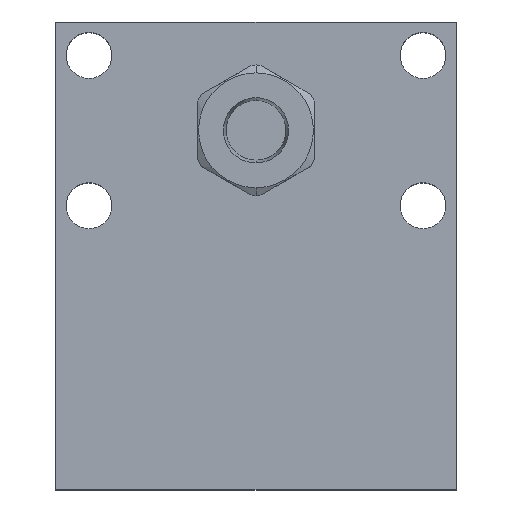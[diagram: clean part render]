
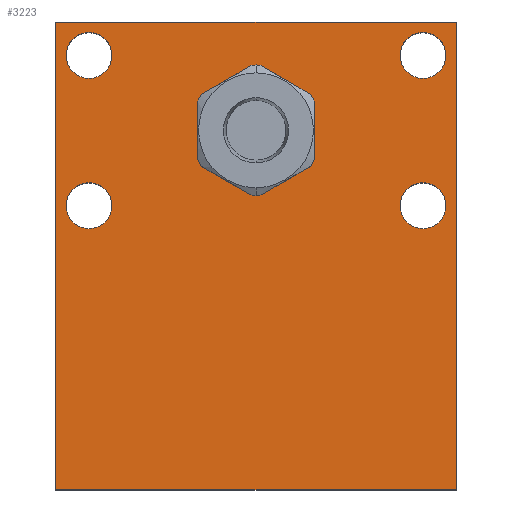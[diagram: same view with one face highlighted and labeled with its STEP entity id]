
A CAD part, top view. The second image highlights one B-rep face of the part: STEP entity #3223.
In plain terms, the highlighted planar face has unit normal (0, 0, 1).
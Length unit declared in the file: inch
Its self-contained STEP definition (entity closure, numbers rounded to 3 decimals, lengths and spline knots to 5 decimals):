
#133=DIRECTION('',(0.,-1.,0.));
#134=VECTOR('',#133,3.5);
#135=CARTESIAN_POINT('',(0.,0.,1.938));
#136=LINE('',#135,#134);
#137=DIRECTION('',(-1.,0.,0.));
#138=VECTOR('',#137,3.);
#139=CARTESIAN_POINT('',(3.,0.,1.938));
#140=LINE('',#139,#138);
#141=DIRECTION('',(0.,1.,0.));
#142=VECTOR('',#141,3.5);
#143=CARTESIAN_POINT('',(3.,-3.5,1.938));
#144=LINE('',#143,#142);
#145=DIRECTION('',(1.,0.,0.));
#146=VECTOR('',#145,3.);
#147=CARTESIAN_POINT('',(0.,-3.5,1.938));
#148=LINE('',#147,#146);
#149=CARTESIAN_POINT('',(0.25,-0.25,1.938));
#150=DIRECTION('',(0.,0.,1.));
#151=DIRECTION('',(0.,1.,0.));
#152=AXIS2_PLACEMENT_3D('',#149,#150,#151);
#154=CARTESIAN_POINT('',(0.25,-0.25,1.938));
#155=DIRECTION('',(0.,0.,1.));
#156=DIRECTION('',(0.,-1.,0.));
#157=AXIS2_PLACEMENT_3D('',#154,#155,#156);
#159=CARTESIAN_POINT('',(2.75,-0.25,1.938));
#160=DIRECTION('',(0.,0.,1.));
#161=DIRECTION('',(0.,1.,0.));
#162=AXIS2_PLACEMENT_3D('',#159,#160,#161);
#164=CARTESIAN_POINT('',(2.75,-0.25,1.938));
#165=DIRECTION('',(0.,0.,1.));
#166=DIRECTION('',(0.,-1.,0.));
#167=AXIS2_PLACEMENT_3D('',#164,#165,#166);
#169=CARTESIAN_POINT('',(2.75,-1.375,1.938));
#170=DIRECTION('',(0.,0.,1.));
#171=DIRECTION('',(0.,1.,0.));
#172=AXIS2_PLACEMENT_3D('',#169,#170,#171);
#174=CARTESIAN_POINT('',(2.75,-1.375,1.938));
#175=DIRECTION('',(0.,0.,1.));
#176=DIRECTION('',(0.,-1.,0.));
#177=AXIS2_PLACEMENT_3D('',#174,#175,#176);
#179=CARTESIAN_POINT('',(0.25,-1.375,1.938));
#180=DIRECTION('',(0.,0.,1.));
#181=DIRECTION('',(0.,1.,0.));
#182=AXIS2_PLACEMENT_3D('',#179,#180,#181);
#184=CARTESIAN_POINT('',(0.25,-1.375,1.938));
#185=DIRECTION('',(0.,0.,1.));
#186=DIRECTION('',(0.,-1.,0.));
#187=AXIS2_PLACEMENT_3D('',#184,#185,#186);
#189=CARTESIAN_POINT('',(1.5,-0.812,1.938));
#190=DIRECTION('',(0.,0.,-1.));
#191=DIRECTION('',(-1.,0.,0.));
#192=AXIS2_PLACEMENT_3D('',#189,#190,#191);
#194=CARTESIAN_POINT('',(1.5,-0.812,1.938));
#195=DIRECTION('',(0.,0.,-1.));
#196=DIRECTION('',(1.,0.,0.));
#197=AXIS2_PLACEMENT_3D('',#194,#195,#196);
#2711=CARTESIAN_POINT('',(0.,0.,1.938));
#2712=CARTESIAN_POINT('',(0.,-3.5,1.938));
#2713=VERTEX_POINT('',#2711);
#2714=VERTEX_POINT('',#2712);
#2715=CARTESIAN_POINT('',(3.,-3.5,1.938));
#2716=VERTEX_POINT('',#2715);
#2717=CARTESIAN_POINT('',(3.,0.,1.938));
#2718=VERTEX_POINT('',#2717);
#2723=CARTESIAN_POINT('',(0.25,-0.078,1.938));
#2724=CARTESIAN_POINT('',(0.25,-0.422,1.938));
#2725=VERTEX_POINT('',#2723);
#2726=VERTEX_POINT('',#2724);
#2731=CARTESIAN_POINT('',(2.75,-0.078,1.938));
#2732=CARTESIAN_POINT('',(2.75,-0.422,1.938));
#2733=VERTEX_POINT('',#2731);
#2734=VERTEX_POINT('',#2732);
#2739=CARTESIAN_POINT('',(2.75,-1.203,1.938));
#2740=CARTESIAN_POINT('',(2.75,-1.547,1.938));
#2741=VERTEX_POINT('',#2739);
#2742=VERTEX_POINT('',#2740);
#2747=CARTESIAN_POINT('',(0.25,-1.203,1.938));
#2748=CARTESIAN_POINT('',(0.25,-1.547,1.938));
#2749=VERTEX_POINT('',#2747);
#2750=VERTEX_POINT('',#2748);
#2863=CARTESIAN_POINT('',(1.0695,-0.812,1.938));
#2864=CARTESIAN_POINT('',(1.9305,-0.812,1.938));
#2865=VERTEX_POINT('',#2863);
#2866=VERTEX_POINT('',#2864);
#3182=CARTESIAN_POINT('',(0.,0.,1.938));
#3183=DIRECTION('',(0.,0.,1.));
#3184=DIRECTION('',(1.,0.,0.));
#3185=AXIS2_PLACEMENT_3D('',#3182,#3183,#3184);
#3186=PLANE('',#3185);
#3187=ORIENTED_EDGE('',*,*,#3110,.F.);
#3188=ORIENTED_EDGE('',*,*,#3131,.F.);
#3189=ORIENTED_EDGE('',*,*,#3145,.F.);
#3190=ORIENTED_EDGE('',*,*,#3164,.F.);
#3191=EDGE_LOOP('',(#3187,#3188,#3189,#3190));
#3192=FACE_OUTER_BOUND('',#3191,.F.);
#3194=ORIENTED_EDGE('',*,*,#3193,.T.);
#3196=ORIENTED_EDGE('',*,*,#3195,.T.);
#3197=EDGE_LOOP('',(#3194,#3196));
#3198=FACE_BOUND('',#3197,.F.);
#3200=ORIENTED_EDGE('',*,*,#3199,.T.);
#3202=ORIENTED_EDGE('',*,*,#3201,.T.);
#3203=EDGE_LOOP('',(#3200,#3202));
#3204=FACE_BOUND('',#3203,.F.);
#3206=ORIENTED_EDGE('',*,*,#3205,.T.);
#3208=ORIENTED_EDGE('',*,*,#3207,.T.);
#3209=EDGE_LOOP('',(#3206,#3208));
#3210=FACE_BOUND('',#3209,.F.);
#3212=ORIENTED_EDGE('',*,*,#3211,.T.);
#3214=ORIENTED_EDGE('',*,*,#3213,.T.);
#3215=EDGE_LOOP('',(#3212,#3214));
#3216=FACE_BOUND('',#3215,.F.);
#3218=ORIENTED_EDGE('',*,*,#3217,.F.);
#3220=ORIENTED_EDGE('',*,*,#3219,.F.);
#3221=EDGE_LOOP('',(#3218,#3220));
#3222=FACE_BOUND('',#3221,.F.);
#3223=ADVANCED_FACE('',(#3192,#3198,#3204,#3210,#3216,#3222),#3186,.T.);
#153=CIRCLE('',#152,0.172);
#158=CIRCLE('',#157,0.172);
#163=CIRCLE('',#162,0.172);
#168=CIRCLE('',#167,0.172);
#173=CIRCLE('',#172,0.172);
#178=CIRCLE('',#177,0.172);
#183=CIRCLE('',#182,0.172);
#188=CIRCLE('',#187,0.172);
#193=CIRCLE('',#192,0.4305);
#198=CIRCLE('',#197,0.4305);
#3110=EDGE_CURVE('',#2713,#2714,#136,.T.);
#3131=EDGE_CURVE('',#2718,#2713,#140,.T.);
#3145=EDGE_CURVE('',#2716,#2718,#144,.T.);
#3164=EDGE_CURVE('',#2714,#2716,#148,.T.);
#3193=EDGE_CURVE('',#2725,#2726,#153,.T.);
#3195=EDGE_CURVE('',#2726,#2725,#158,.T.);
#3199=EDGE_CURVE('',#2733,#2734,#163,.T.);
#3201=EDGE_CURVE('',#2734,#2733,#168,.T.);
#3205=EDGE_CURVE('',#2741,#2742,#173,.T.);
#3207=EDGE_CURVE('',#2742,#2741,#178,.T.);
#3211=EDGE_CURVE('',#2749,#2750,#183,.T.);
#3213=EDGE_CURVE('',#2750,#2749,#188,.T.);
#3217=EDGE_CURVE('',#2865,#2866,#193,.T.);
#3219=EDGE_CURVE('',#2866,#2865,#198,.T.);
